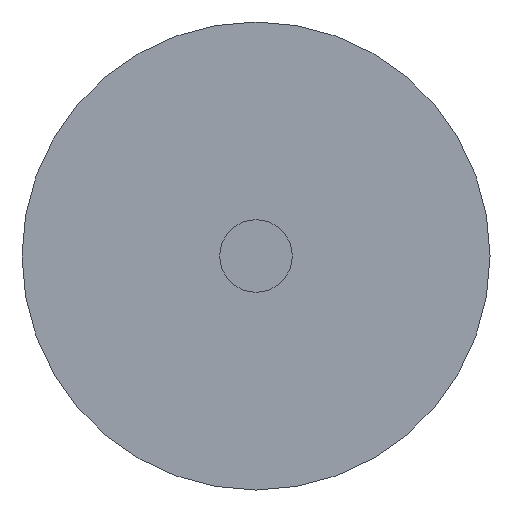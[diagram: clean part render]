
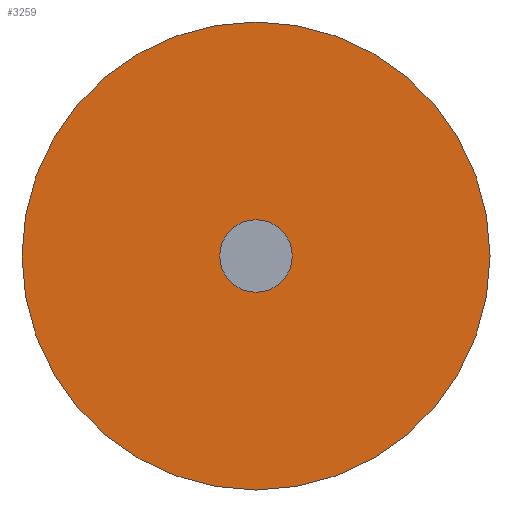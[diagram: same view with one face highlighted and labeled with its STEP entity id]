
A CAD part, left-side view. The second image highlights one B-rep face of the part: STEP entity #3259.
In plain terms, the highlighted planar face has unit normal (-1, 0, 0).
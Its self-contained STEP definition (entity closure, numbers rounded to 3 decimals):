
#22=CIRCLE('',#3348,0.775);
#23=CIRCLE('',#3352,5.);
#34=FACE_BOUND('',#461,.T.);
#103=PLANE('',#3351);
#276=FACE_OUTER_BOUND('',#460,.T.);
#460=EDGE_LOOP('',(#2973));
#461=EDGE_LOOP('',(#2974));
#1536=VERTEX_POINT('',#6476);
#1537=VERTEX_POINT('',#6482);
#2018=EDGE_CURVE('',#1536,#1536,#22,.T.);
#2019=EDGE_CURVE('',#1537,#1537,#23,.T.);
#2973=ORIENTED_EDGE('',*,*,#2019,.T.);
#2974=ORIENTED_EDGE('',*,*,#2018,.T.);
#3259=ADVANCED_FACE('',(#276,#34),#103,.F.);
#3348=AXIS2_PLACEMENT_3D('',#6478,#3775,#3776);
#3351=AXIS2_PLACEMENT_3D('',#6481,#3781,#3782);
#3352=AXIS2_PLACEMENT_3D('',#6483,#3783,#3784);
#3775=DIRECTION('center_axis',(1.,0.,0.));
#3776=DIRECTION('ref_axis',(0.,0.,-1.));
#3781=DIRECTION('center_axis',(1.,0.,0.));
#3782=DIRECTION('ref_axis',(0.,0.,-1.));
#3783=DIRECTION('center_axis',(-1.,0.,0.));
#3784=DIRECTION('ref_axis',(0.,0.,-1.));
#6476=CARTESIAN_POINT('',(-1.75,53.576,23.533));
#6478=CARTESIAN_POINT('Origin',(-1.75,53.576,22.758));
#6481=CARTESIAN_POINT('Origin',(-1.75,53.576,22.758));
#6482=CARTESIAN_POINT('',(-1.75,53.576,27.758));
#6483=CARTESIAN_POINT('Origin',(-1.75,53.576,22.758));
